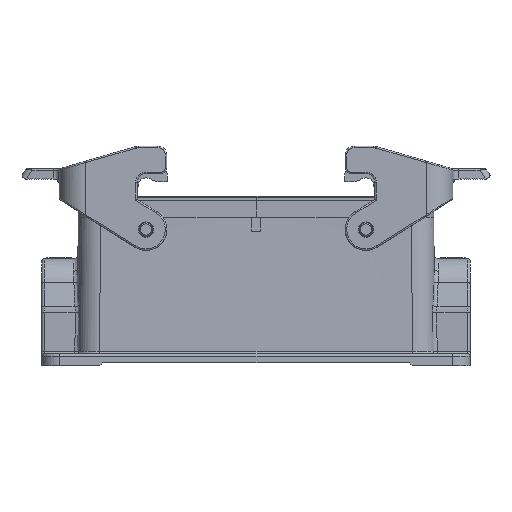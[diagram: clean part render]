
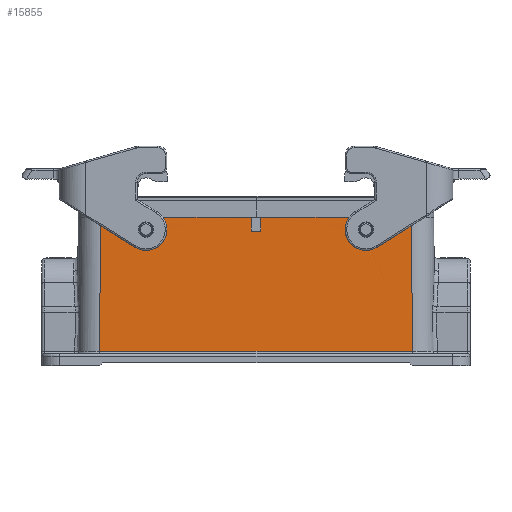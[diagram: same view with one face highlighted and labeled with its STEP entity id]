
A CAD part, front view. The second image highlights one B-rep face of the part: STEP entity #15855.
In plain terms, the highlighted planar face has unit normal (0, -1, 0.007).
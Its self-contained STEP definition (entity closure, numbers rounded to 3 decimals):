
#2883=PLANE('',#52893);
#15855=ADVANCED_FACE('',(#17853,#17854,#17855),#2883,.F.);
#17853=FACE_BOUND('',#18372,.T.);
#17854=FACE_BOUND('',#18373,.T.);
#17855=FACE_BOUND('',#18374,.T.);
#18372=EDGE_LOOP('',(#21195,#21196,#21197,#21198));
#18373=EDGE_LOOP('',(#21199,#21200,#21201,#21202,#21203,#21204,#21205,#21206,
#21207,#21208));
#18374=EDGE_LOOP('',(#21209,#21210,#21211,#21212));
#21195=ORIENTED_EDGE('',*,*,#34453,.T.);
#21196=ORIENTED_EDGE('',*,*,#34454,.F.);
#21197=ORIENTED_EDGE('',*,*,#34455,.F.);
#21198=ORIENTED_EDGE('',*,*,#34456,.F.);
#21199=ORIENTED_EDGE('',*,*,#34457,.T.);
#21200=ORIENTED_EDGE('',*,*,#34458,.T.);
#21201=ORIENTED_EDGE('',*,*,#34459,.T.);
#21202=ORIENTED_EDGE('',*,*,#34047,.T.);
#21203=ORIENTED_EDGE('',*,*,#34439,.T.);
#21204=ORIENTED_EDGE('',*,*,#34460,.T.);
#21205=ORIENTED_EDGE('',*,*,#34461,.T.);
#21206=ORIENTED_EDGE('',*,*,#34462,.T.);
#21207=ORIENTED_EDGE('',*,*,#34440,.T.);
#21208=ORIENTED_EDGE('',*,*,#34058,.T.);
#21209=ORIENTED_EDGE('',*,*,#34463,.T.);
#21210=ORIENTED_EDGE('',*,*,#34464,.F.);
#21211=ORIENTED_EDGE('',*,*,#34465,.F.);
#21212=ORIENTED_EDGE('',*,*,#34466,.F.);
#30707=VERTEX_POINT('',#66163);
#30708=VERTEX_POINT('',#66164);
#30717=VERTEX_POINT('',#66185);
#30718=VERTEX_POINT('',#66187);
#30965=VERTEX_POINT('',#69374);
#30966=VERTEX_POINT('',#69378);
#30977=VERTEX_POINT('',#69449);
#30978=VERTEX_POINT('',#69450);
#30979=VERTEX_POINT('',#69452);
#30980=VERTEX_POINT('',#69463);
#30981=VERTEX_POINT('',#69466);
#30982=VERTEX_POINT('',#69468);
#30983=VERTEX_POINT('',#69471);
#30984=VERTEX_POINT('',#69473);
#30985=VERTEX_POINT('',#69485);
#30986=VERTEX_POINT('',#69486);
#30987=VERTEX_POINT('',#69488);
#30988=VERTEX_POINT('',#69499);
#34047=EDGE_CURVE('',#30707,#30708,#42878,.T.);
#34058=EDGE_CURVE('',#30717,#30718,#42881,.T.);
#34439=EDGE_CURVE('',#30708,#30965,#43095,.T.);
#34440=EDGE_CURVE('',#30966,#30717,#43096,.T.);
#34453=EDGE_CURVE('',#30977,#30978,#39647,.T.);
#34454=EDGE_CURVE('',#30979,#30978,#43105,.T.);
#34455=EDGE_CURVE('',#30980,#30979,#39648,.T.);
#34456=EDGE_CURVE('',#30977,#30980,#43106,.T.);
#34457=EDGE_CURVE('',#30718,#30981,#43107,.T.);
#34458=EDGE_CURVE('',#30981,#30982,#43108,.T.);
#34459=EDGE_CURVE('',#30982,#30707,#43109,.T.);
#34460=EDGE_CURVE('',#30965,#30983,#43110,.T.);
#34461=EDGE_CURVE('',#30983,#30984,#43111,.T.);
#34462=EDGE_CURVE('',#30984,#30966,#43112,.T.);
#34463=EDGE_CURVE('',#30985,#30986,#39649,.T.);
#34464=EDGE_CURVE('',#30987,#30986,#43113,.T.);
#34465=EDGE_CURVE('',#30988,#30987,#39650,.T.);
#34466=EDGE_CURVE('',#30985,#30988,#43114,.T.);
#39647=B_SPLINE_CURVE_WITH_KNOTS('',3,(#69439,#69440,#69441,#69442,#69443,
#69444,#69445,#69446,#69447,#69448),.UNSPECIFIED.,.F.,.F.,(4,2,2,2,4),(0.,
0.25,0.5,0.75,1.),.UNSPECIFIED.);
#39648=B_SPLINE_CURVE_WITH_KNOTS('',3,(#69453,#69454,#69455,#69456,#69457,
#69458,#69459,#69460,#69461,#69462),.UNSPECIFIED.,.F.,.F.,(4,2,2,2,4),(0.,
0.25,0.5,0.75,1.),.UNSPECIFIED.);
#39649=B_SPLINE_CURVE_WITH_KNOTS('',3,(#69475,#69476,#69477,#69478,#69479,
#69480,#69481,#69482,#69483,#69484),.UNSPECIFIED.,.F.,.F.,(4,2,2,2,4),(0.,
0.25,0.5,0.75,1.),.UNSPECIFIED.);
#39650=B_SPLINE_CURVE_WITH_KNOTS('',3,(#69489,#69490,#69491,#69492,#69493,
#69494,#69495,#69496,#69497,#69498),.UNSPECIFIED.,.F.,.F.,(4,2,2,2,4),(0.,
0.25,0.5,0.75,1.),.UNSPECIFIED.);
#42878=LINE('',#66162,#46275);
#42881=LINE('',#66188,#46278);
#43095=LINE('',#69375,#46492);
#43096=LINE('',#69377,#46493);
#43105=LINE('',#69451,#46502);
#43106=LINE('',#69464,#46503);
#43107=LINE('',#69465,#46504);
#43108=LINE('',#69467,#46505);
#43109=LINE('',#69469,#46506);
#43110=LINE('',#69470,#46507);
#43111=LINE('',#69472,#46508);
#43112=LINE('',#69474,#46509);
#43113=LINE('',#69487,#46510);
#43114=LINE('',#69500,#46511);
#46275=VECTOR('',#55618,1.);
#46278=VECTOR('',#55643,1.);
#46492=VECTOR('',#56263,1.);
#46493=VECTOR('',#56266,1.);
#46502=VECTOR('',#56279,1.);
#46503=VECTOR('',#56280,1.);
#46504=VECTOR('',#56281,1.);
#46505=VECTOR('',#56282,1.);
#46506=VECTOR('',#56283,1.);
#46507=VECTOR('',#56284,1.);
#46508=VECTOR('',#56285,1.);
#46509=VECTOR('',#56286,1.);
#46510=VECTOR('',#56287,1.);
#46511=VECTOR('',#56288,1.);
#52893=AXIS2_PLACEMENT_3D('',#69501,#56289,#56290);
#55618=DIRECTION('',(-1.,0.,0.));
#55643=DIRECTION('',(-1.,0.,0.));
#56263=DIRECTION('',(-1.,0.,0.));
#56266=DIRECTION('',(-1.,0.,0.));
#56279=DIRECTION('',(-1.,0.,0.));
#56280=DIRECTION('',(-1.,0.,0.));
#56281=DIRECTION('',(-0.007,-0.007,-1.));
#56282=DIRECTION('',(1.,0.,0.));
#56283=DIRECTION('',(-0.007,0.007,1.));
#56284=DIRECTION('',(0.,-0.007,-1.));
#56285=DIRECTION('',(-1.,0.,0.));
#56286=DIRECTION('',(0.,0.007,1.));
#56287=DIRECTION('',(-1.,0.,0.));
#56288=DIRECTION('',(-1.,0.,0.));
#56289=DIRECTION('',(0.,1.,-0.007));
#56290=DIRECTION('',(0.,-0.007,-1.));
#66162=CARTESIAN_POINT('',(-200.,-21.5,5.7));
#66163=CARTESIAN_POINT('',(52.3,-21.5,5.7));
#66164=CARTESIAN_POINT('',(52.271,-21.5,5.7));
#66185=CARTESIAN_POINT('',(-52.271,-21.5,5.7));
#66187=CARTESIAN_POINT('',(-52.3,-21.5,5.7));
#66188=CARTESIAN_POINT('',(-200.,-21.5,5.7));
#69374=CARTESIAN_POINT('',(1.6,-21.5,5.7));
#69375=CARTESIAN_POINT('',(-200.,-21.5,5.7));
#69377=CARTESIAN_POINT('',(-200.,-21.5,5.7));
#69378=CARTESIAN_POINT('',(-1.6,-21.5,5.7));
#69439=CARTESIAN_POINT('',(-33.5,-21.529,1.55));
#69440=CARTESIAN_POINT('',(-33.5,-21.536,0.584));
#69441=CARTESIAN_POINT('',(-33.842,-21.542,-0.242));
#69442=CARTESIAN_POINT('',(-35.208,-21.552,-1.608));
#69443=CARTESIAN_POINT('',(-36.034,-21.554,-1.95));
#69444=CARTESIAN_POINT('',(-37.966,-21.554,-1.95));
#69445=CARTESIAN_POINT('',(-38.791,-21.552,-1.608));
#69446=CARTESIAN_POINT('',(-40.158,-21.542,-0.242));
#69447=CARTESIAN_POINT('',(-40.5,-21.536,0.583));
#69448=CARTESIAN_POINT('',(-40.5,-21.529,1.55));
#69449=CARTESIAN_POINT('',(-33.5,-21.529,1.55));
#69450=CARTESIAN_POINT('',(-40.5,-21.529,1.55));
#69451=CARTESIAN_POINT('',(-200.,-21.529,1.55));
#69452=CARTESIAN_POINT('',(-38.725,-21.529,1.55));
#69453=CARTESIAN_POINT('',(-35.275,-21.529,1.55));
#69454=CARTESIAN_POINT('',(-35.275,-21.529,2.026));
#69455=CARTESIAN_POINT('',(-35.444,-21.529,2.433));
#69456=CARTESIAN_POINT('',(-36.117,-21.529,3.106));
#69457=CARTESIAN_POINT('',(-36.524,-21.529,3.275));
#69458=CARTESIAN_POINT('',(-37.476,-21.529,3.275));
#69459=CARTESIAN_POINT('',(-37.883,-21.529,3.106));
#69460=CARTESIAN_POINT('',(-38.556,-21.529,2.433));
#69461=CARTESIAN_POINT('',(-38.725,-21.529,2.026));
#69462=CARTESIAN_POINT('',(-38.725,-21.529,1.55));
#69463=CARTESIAN_POINT('',(-35.275,-21.529,1.55));
#69464=CARTESIAN_POINT('',(-200.,-21.529,1.55));
#69465=CARTESIAN_POINT('',(-52.601,-21.825,-40.299));
#69466=CARTESIAN_POINT('',(-52.595,-21.819,-39.456));
#69467=CARTESIAN_POINT('',(-200.,-21.819,-39.456));
#69468=CARTESIAN_POINT('',(52.595,-21.819,-39.456));
#69469=CARTESIAN_POINT('',(52.301,-21.5,5.651));
#69470=CARTESIAN_POINT('',(1.6,-21.5,5.7));
#69471=CARTESIAN_POINT('',(1.6,-21.533,1.));
#69472=CARTESIAN_POINT('',(-200.,-21.533,1.));
#69473=CARTESIAN_POINT('',(-1.6,-21.533,1.));
#69474=CARTESIAN_POINT('',(-1.6,-21.5,5.7));
#69475=CARTESIAN_POINT('',(40.5,-21.529,1.55));
#69476=CARTESIAN_POINT('',(40.5,-21.536,0.584));
#69477=CARTESIAN_POINT('',(40.158,-21.542,-0.242));
#69478=CARTESIAN_POINT('',(38.792,-21.552,-1.608));
#69479=CARTESIAN_POINT('',(37.966,-21.554,-1.95));
#69480=CARTESIAN_POINT('',(36.034,-21.554,-1.95));
#69481=CARTESIAN_POINT('',(35.209,-21.552,-1.608));
#69482=CARTESIAN_POINT('',(33.842,-21.542,-0.242));
#69483=CARTESIAN_POINT('',(33.5,-21.536,0.583));
#69484=CARTESIAN_POINT('',(33.5,-21.529,1.55));
#69485=CARTESIAN_POINT('',(40.5,-21.529,1.55));
#69486=CARTESIAN_POINT('',(33.5,-21.529,1.55));
#69487=CARTESIAN_POINT('',(-200.,-21.529,1.55));
#69488=CARTESIAN_POINT('',(35.275,-21.529,1.55));
#69489=CARTESIAN_POINT('',(38.725,-21.529,1.55));
#69490=CARTESIAN_POINT('',(38.725,-21.529,2.026));
#69491=CARTESIAN_POINT('',(38.556,-21.529,2.433));
#69492=CARTESIAN_POINT('',(37.883,-21.529,3.106));
#69493=CARTESIAN_POINT('',(37.476,-21.529,3.275));
#69494=CARTESIAN_POINT('',(36.524,-21.529,3.275));
#69495=CARTESIAN_POINT('',(36.117,-21.529,3.106));
#69496=CARTESIAN_POINT('',(35.444,-21.529,2.433));
#69497=CARTESIAN_POINT('',(35.275,-21.529,2.026));
#69498=CARTESIAN_POINT('',(35.275,-21.529,1.55));
#69499=CARTESIAN_POINT('',(38.725,-21.529,1.55));
#69500=CARTESIAN_POINT('',(-200.,-21.529,1.55));
#69501=CARTESIAN_POINT('',(-200.,-21.5,5.7));
